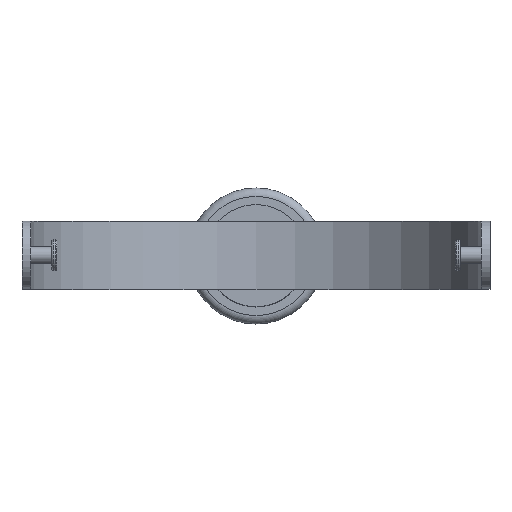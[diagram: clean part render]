
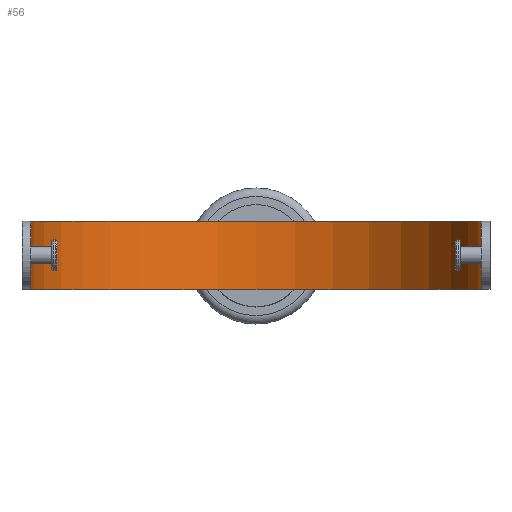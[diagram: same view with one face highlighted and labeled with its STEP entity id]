
A CAD part, top view. The second image highlights one B-rep face of the part: STEP entity #56.
In plain terms, the highlighted cylindrical face has radius 33.655 mm (diameter 67.31 mm), a partial arc.
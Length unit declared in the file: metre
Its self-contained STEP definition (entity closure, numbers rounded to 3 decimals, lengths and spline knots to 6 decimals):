
#56 = ADVANCED_FACE( '', ( #135 ), #136, .F. );
#135 = FACE_OUTER_BOUND( '', #249, .T. );
#136 = CYLINDRICAL_SURFACE( '', #250, 0.033655 );
#249 = EDGE_LOOP( '', ( #359, #360, #361, #362, #363, #364, #365, #366 ) );
#250 = AXIS2_PLACEMENT_3D( '', #367, #368, #369 );
#359 = ORIENTED_EDGE( '', *, *, #559, .F. );
#360 = ORIENTED_EDGE( '', *, *, #560, .T. );
#361 = ORIENTED_EDGE( '', *, *, #561, .F. );
#362 = ORIENTED_EDGE( '', *, *, #562, .T. );
#363 = ORIENTED_EDGE( '', *, *, #563, .T. );
#364 = ORIENTED_EDGE( '', *, *, #564, .T. );
#365 = ORIENTED_EDGE( '', *, *, #565, .T. );
#366 = ORIENTED_EDGE( '', *, *, #566, .F. );
#367 = CARTESIAN_POINT( '', ( 0., -0.00508, 0.064135 ) );
#368 = DIRECTION( '', ( 0., -1., 0. ) );
#369 = DIRECTION( '', ( 0., 0., 1. ) );
#559 = EDGE_CURVE( '', #633, #634, #635, .T. );
#560 = EDGE_CURVE( '', #633, #636, #637, .T. );
#561 = EDGE_CURVE( '', #638, #636, #639, .T. );
#562 = EDGE_CURVE( '', #638, #640, #641, .T. );
#563 = EDGE_CURVE( '', #640, #642, #643, .T. );
#564 = EDGE_CURVE( '', #642, #644, #645, .T. );
#565 = EDGE_CURVE( '', #644, #646, #647, .T. );
#566 = EDGE_CURVE( '', #634, #646, #648, .T. );
#633 = VERTEX_POINT( '', #733 );
#634 = VERTEX_POINT( '', #734 );
#635 = LINE( '', #735, #736 );
#636 = VERTEX_POINT( '', #737 );
#637 = B_SPLINE_CURVE_WITH_KNOTS( '', 3, ( #738, #739, #740, #741, #742, #743, #744, #745, #746, #747, #748, #749, #750, #751, #752, #753, #754, #755, #756, #757 ), .UNSPECIFIED., .F., .F., ( 4, 2, 2, 2, 2, 2, 2, 2, 2, 4 ), ( 0., 0.000496, 0.000744, 0.000993, 0.001489, 0.001985, 0.002481, 0.002978, 0.003474, 0.00397 ), .UNSPECIFIED. );
#638 = VERTEX_POINT( '', #758 );
#639 = LINE( '', #759, #760 );
#640 = VERTEX_POINT( '', #761 );
#641 = CIRCLE( '', #762, 0.033655 );
#642 = VERTEX_POINT( '', #763 );
#643 = LINE( '', #764, #765 );
#644 = VERTEX_POINT( '', #766 );
#645 = B_SPLINE_CURVE_WITH_KNOTS( '', 3, ( #767, #768, #769, #770, #771, #772, #773, #774, #775, #776, #777, #778, #779, #780, #781, #782, #783, #784, #785, #786 ), .UNSPECIFIED., .F., .F., ( 4, 2, 2, 2, 2, 2, 2, 2, 2, 4 ), ( 0., 0.000496, 0.000744, 0.000993, 0.001489, 0.001985, 0.002481, 0.002978, 0.003474, 0.00397 ), .UNSPECIFIED. );
#646 = VERTEX_POINT( '', #787 );
#647 = LINE( '', #788, #789 );
#648 = CIRCLE( '', #790, 0.033655 );
#733 = CARTESIAN_POINT( '', ( -0.033655, 0.00127, 0.064135 ) );
#734 = CARTESIAN_POINT( '', ( -0.033655, 0.00508, 0.064135 ) );
#735 = CARTESIAN_POINT( '', ( -0.033655, -0.00508, 0.064135 ) );
#736 = VECTOR( '', #941, 1. );
#737 = CARTESIAN_POINT( '', ( -0.033655, -0.00127, 0.064135 ) );
#738 = CARTESIAN_POINT( '', ( -0.033655, 0.00127, 0.064135 ) );
#739 = CARTESIAN_POINT( '', ( -0.033655, 0.00127, 0.063967 ) );
#740 = CARTESIAN_POINT( '', ( -0.033654, 0.001237, 0.063803 ) );
#741 = CARTESIAN_POINT( '', ( -0.03365, 0.001141, 0.063572 ) );
#742 = CARTESIAN_POINT( '', ( -0.033649, 0.001102, 0.063499 ) );
#743 = CARTESIAN_POINT( '', ( -0.033646, 0.00101, 0.063361 ) );
#744 = CARTESIAN_POINT( '', ( -0.033645, 0.000957, 0.063296 ) );
#745 = CARTESIAN_POINT( '', ( -0.03364, 0.000781, 0.06312 ) );
#746 = CARTESIAN_POINT( '', ( -0.033637, 0.000639, 0.063025 ) );
#747 = CARTESIAN_POINT( '', ( -0.033632, 0.000334, 0.062898 ) );
#748 = CARTESIAN_POINT( '', ( -0.033631, 0.000167, 0.062865 ) );
#749 = CARTESIAN_POINT( '', ( -0.033631, -0.000165, 0.062865 ) );
#750 = CARTESIAN_POINT( '', ( -0.033632, -0.000331, 0.062898 ) );
#751 = CARTESIAN_POINT( '', ( -0.033637, -0.000639, 0.063025 ) );
#752 = CARTESIAN_POINT( '', ( -0.03364, -0.000779, 0.063118 ) );
#753 = CARTESIAN_POINT( '', ( -0.033646, -0.001016, 0.063355 ) );
#754 = CARTESIAN_POINT( '', ( -0.033649, -0.001109, 0.063495 ) );
#755 = CARTESIAN_POINT( '', ( -0.033654, -0.001237, 0.063802 ) );
#756 = CARTESIAN_POINT( '', ( -0.033655, -0.00127, 0.063967 ) );
#757 = CARTESIAN_POINT( '', ( -0.033655, -0.00127, 0.064135 ) );
#758 = CARTESIAN_POINT( '', ( -0.033655, -0.00508, 0.064135 ) );
#759 = CARTESIAN_POINT( '', ( -0.033655, -0.00508, 0.064135 ) );
#760 = VECTOR( '', #942, 1. );
#761 = CARTESIAN_POINT( '', ( 0.033655, -0.00508, 0.064135 ) );
#762 = AXIS2_PLACEMENT_3D( '', #943, #944, #945 );
#763 = CARTESIAN_POINT( '', ( 0.033655, -0.00127, 0.064135 ) );
#764 = CARTESIAN_POINT( '', ( 0.033655, -0.00508, 0.064135 ) );
#765 = VECTOR( '', #946, 1. );
#766 = CARTESIAN_POINT( '', ( 0.033655, 0.00127, 0.064135 ) );
#767 = CARTESIAN_POINT( '', ( 0.033655, -0.00127, 0.064135 ) );
#768 = CARTESIAN_POINT( '', ( 0.033655, -0.00127, 0.063967 ) );
#769 = CARTESIAN_POINT( '', ( 0.033654, -0.001237, 0.063803 ) );
#770 = CARTESIAN_POINT( '', ( 0.03365, -0.001141, 0.063572 ) );
#771 = CARTESIAN_POINT( '', ( 0.033649, -0.001102, 0.063499 ) );
#772 = CARTESIAN_POINT( '', ( 0.033646, -0.00101, 0.063361 ) );
#773 = CARTESIAN_POINT( '', ( 0.033645, -0.000957, 0.063296 ) );
#774 = CARTESIAN_POINT( '', ( 0.03364, -0.000781, 0.06312 ) );
#775 = CARTESIAN_POINT( '', ( 0.033637, -0.000639, 0.063025 ) );
#776 = CARTESIAN_POINT( '', ( 0.033632, -0.000334, 0.062898 ) );
#777 = CARTESIAN_POINT( '', ( 0.033631, -0.000167, 0.062865 ) );
#778 = CARTESIAN_POINT( '', ( 0.033631, 0.000165, 0.062865 ) );
#779 = CARTESIAN_POINT( '', ( 0.033632, 0.000331, 0.062898 ) );
#780 = CARTESIAN_POINT( '', ( 0.033637, 0.000639, 0.063025 ) );
#781 = CARTESIAN_POINT( '', ( 0.03364, 0.000779, 0.063118 ) );
#782 = CARTESIAN_POINT( '', ( 0.033646, 0.001016, 0.063355 ) );
#783 = CARTESIAN_POINT( '', ( 0.033649, 0.001109, 0.063495 ) );
#784 = CARTESIAN_POINT( '', ( 0.033654, 0.001237, 0.063802 ) );
#785 = CARTESIAN_POINT( '', ( 0.033655, 0.00127, 0.063967 ) );
#786 = CARTESIAN_POINT( '', ( 0.033655, 0.00127, 0.064135 ) );
#787 = CARTESIAN_POINT( '', ( 0.033655, 0.00508, 0.064135 ) );
#788 = CARTESIAN_POINT( '', ( 0.033655, -0.00508, 0.064135 ) );
#789 = VECTOR( '', #947, 1. );
#790 = AXIS2_PLACEMENT_3D( '', #948, #949, #950 );
#941 = DIRECTION( '', ( 0., 1., 0. ) );
#942 = DIRECTION( '', ( 0., 1., 0. ) );
#943 = CARTESIAN_POINT( '', ( 0., -0.00508, 0.064135 ) );
#944 = DIRECTION( '', ( 0., -1., 0. ) );
#945 = DIRECTION( '', ( -1., 0., 0. ) );
#946 = DIRECTION( '', ( 0., 1., 0. ) );
#947 = DIRECTION( '', ( 0., 1., 0. ) );
#948 = CARTESIAN_POINT( '', ( 0., 0.00508, 0.064135 ) );
#949 = DIRECTION( '', ( 0., -1., 0. ) );
#950 = DIRECTION( '', ( -1., 0., 0. ) );
